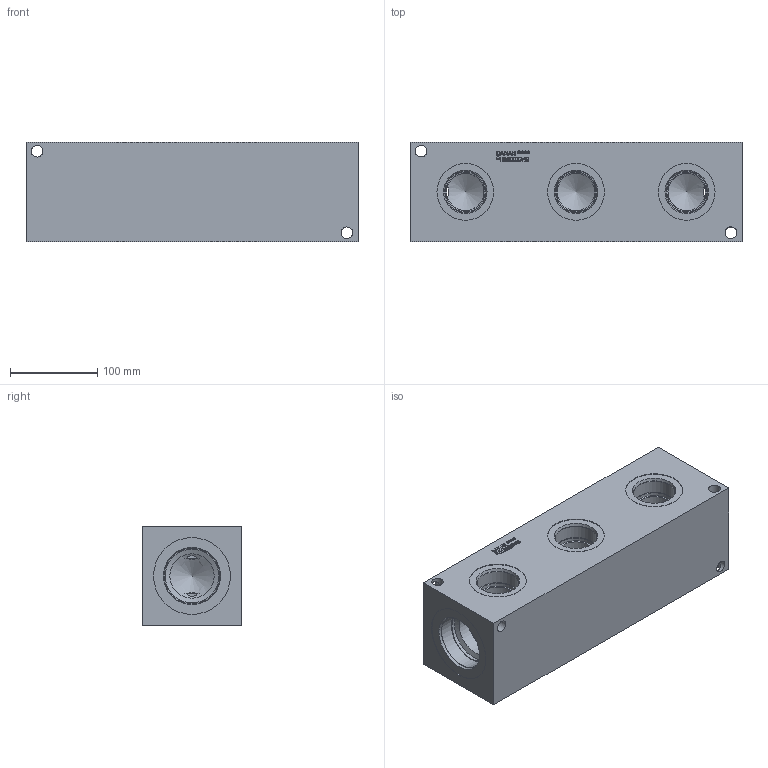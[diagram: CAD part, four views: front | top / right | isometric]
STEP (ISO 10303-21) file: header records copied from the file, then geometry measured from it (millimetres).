
FILE_DESCRIPTION(/* description */ (''),/* implementation_level */ '2;1');
FILE_NAME(/* name */ '_H1800324S.stp',/* time_stamp */ '2022-06-13T14:19:38-04:00',/* author */ ('bobbyh'),/* organization */ (''),/* preprocessor_version */ 'ST-DEVELOPER v18',/* originating_system */ 'Autodesk Inventor 2020',/* authorisation */ '');
FILE_SCHEMA (('AUTOMOTIVE_DESIGN { 1 0 10303 214 3 1 1 }'));
Length unit declared in the file: millimetre
Products named in the file (1): Part_+H1800324S_3D
Bounding box: 381 x 114.3 x 114.3 mm (x, y, z)
Volume: 4261413.3 mm3; surface area: 263625.7 mm2
Topology: 1 solids, 1 shells, 424 faces, 1169 edges, 782 vertices
Faces by surface type: plane 246, bspline 98, cylinder 48, cone 32
Full cylindrical faces by diameter (mm): 13.487 x8, 42.875 x6, 45.568 x6, 47.625 x6, 48.057 x6, 50.8 x2, 61.443 x2, 63.5 x2, 63.957 x2, 65.126 x6, 88.138 x2
Entity records: 14419 total; most frequent: CARTESIAN_POINT 3750, ORIENTED_EDGE 2322, DIRECTION 1779, EDGE_CURVE 1161, VERTEX_POINT 782, LINE 781, VECTOR 781, AXIS2_PLACEMENT_3D 499
